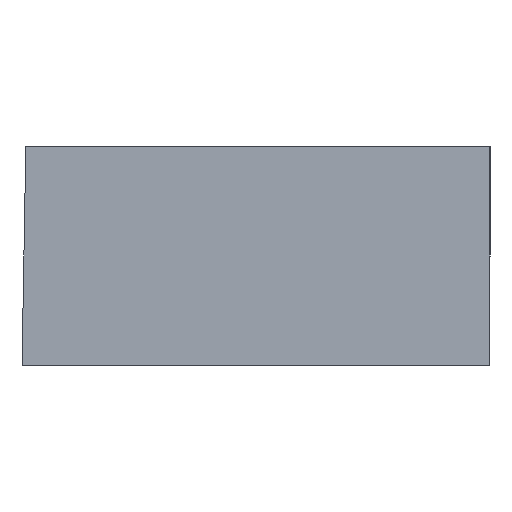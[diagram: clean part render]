
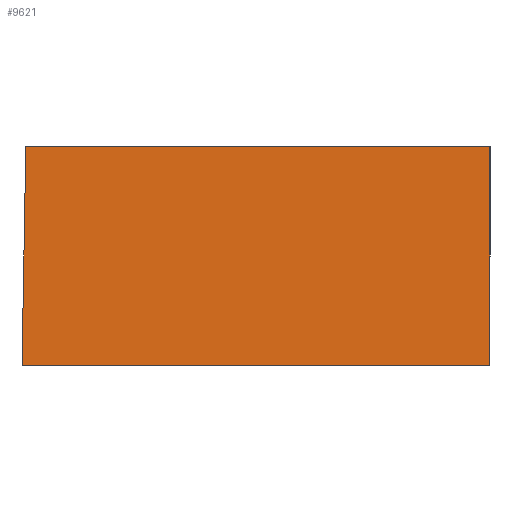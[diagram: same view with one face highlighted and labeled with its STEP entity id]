
A CAD part, left-side view. The second image highlights one B-rep face of the part: STEP entity #9621.
In plain terms, the highlighted planar face has unit normal (-1, 0, 0.018).
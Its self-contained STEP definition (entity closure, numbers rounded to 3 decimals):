
#1576 = CARTESIAN_POINT ( 'NONE',  ( -9.05, 0., 0. ) ) ;
#1623 = ORIENTED_EDGE ( 'NONE', *, *, #3274, .F. ) ;
#2202 = VERTEX_POINT ( 'NONE', #6474 ) ;
#2481 = DIRECTION ( 'NONE',  ( 0., -1., 0. ) ) ;
#2625 = CARTESIAN_POINT ( 'NONE',  ( -9.05, 17.1, 0. ) ) ;
#3117 = CARTESIAN_POINT ( 'NONE',  ( -9.05, 0., 0. ) ) ;
#3178 = CARTESIAN_POINT ( 'NONE',  ( -8.91, 17.1, 8. ) ) ;
#3274 = EDGE_CURVE ( 'NONE', #10050, #10200, #9130, .T. ) ;
#3445 = EDGE_CURVE ( 'NONE', #10200, #10070, #8881, .T. ) ;
#3631 = EDGE_CURVE ( 'NONE', #10070, #2202, #8928, .T. ) ;
#3933 = DIRECTION ( 'NONE',  ( 0.017, 0., 1. ) ) ;
#4567 = EDGE_CURVE ( 'NONE', #2202, #10050, #7412, .T. ) ;
#4588 = AXIS2_PLACEMENT_3D ( 'NONE', #3117, #8680, #3933 ) ;
#4964 = CARTESIAN_POINT ( 'NONE',  ( -8.91, 0., 8. ) ) ;
#5400 = EDGE_LOOP ( 'NONE', ( #1623, #10185, #10121, #10357 ) ) ;
#5745 = DIRECTION ( 'NONE',  ( -0.017, 0., -1. ) ) ;
#5878 = CARTESIAN_POINT ( 'NONE',  ( -9.044, 0., 0.316 ) ) ;
#6341 = DIRECTION ( 'NONE',  ( 0., 1., 0. ) ) ;
#6474 = CARTESIAN_POINT ( 'NONE',  ( -8.91, 16.96, 8. ) ) ;
#7244 = CARTESIAN_POINT ( 'NONE',  ( -9.05, 0., 0. ) ) ;
#7364 = VECTOR ( 'NONE', #2481, 1000. ) ;
#7412 = LINE ( 'NONE', #3178, #7364 ) ;
#7814 = PLANE ( 'NONE',  #4588 ) ;
#8664 = VECTOR ( 'NONE', #10430, 1000. ) ;
#8680 = DIRECTION ( 'NONE',  ( -1., 0., 0.017 ) ) ;
#8868 = VECTOR ( 'NONE', #6341, 1000. ) ;
#8881 = LINE ( 'NONE', #7244, #8868 ) ;
#8928 = LINE ( 'NONE', #9378, #8664 ) ;
#9107 = VECTOR ( 'NONE', #5745, 1000. ) ;
#9130 = LINE ( 'NONE', #5878, #9107 ) ;
#9378 = CARTESIAN_POINT ( 'NONE',  ( -9.044, 17.094, 0.316 ) ) ;
#9621 = ADVANCED_FACE ( 'NONE', ( #10212 ), #7814, .T. ) ;
#10050 = VERTEX_POINT ( 'NONE', #4964 ) ;
#10070 = VERTEX_POINT ( 'NONE', #2625 ) ;
#10121 = ORIENTED_EDGE ( 'NONE', *, *, #3631, .F. ) ;
#10185 = ORIENTED_EDGE ( 'NONE', *, *, #4567, .F. ) ;
#10200 = VERTEX_POINT ( 'NONE', #1576 ) ;
#10212 = FACE_OUTER_BOUND ( 'NONE', #5400, .T. ) ;
#10357 = ORIENTED_EDGE ( 'NONE', *, *, #3445, .F. ) ;
#10430 = DIRECTION ( 'NONE',  ( 0.017, -0.017, 1. ) ) ;
